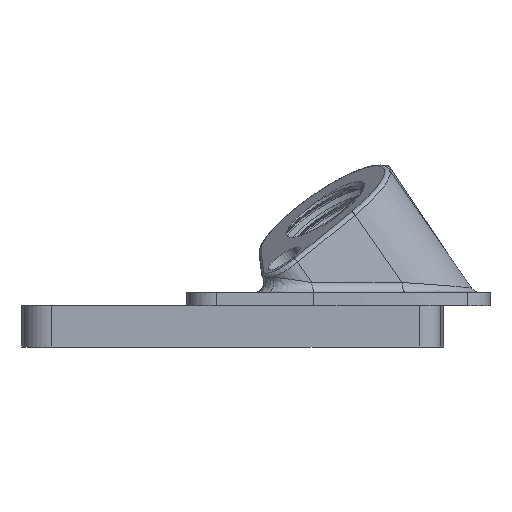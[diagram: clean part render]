
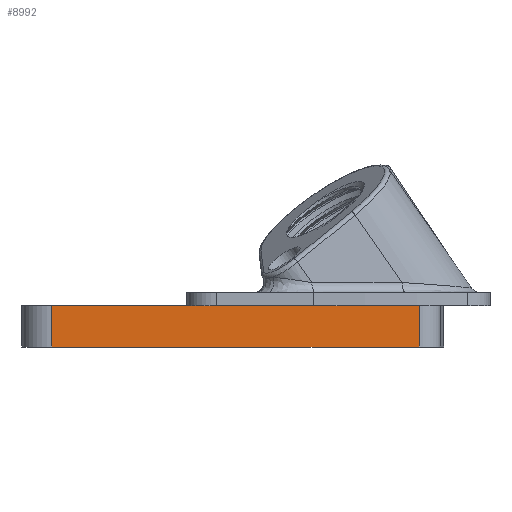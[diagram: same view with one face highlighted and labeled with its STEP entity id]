
A CAD part, left-side view. The second image highlights one B-rep face of the part: STEP entity #8992.
In plain terms, the highlighted planar face has unit normal (-1, 0, 0).
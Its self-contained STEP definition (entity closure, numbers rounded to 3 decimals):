
#3841 = PLANE('',#3842);
#3842 = AXIS2_PLACEMENT_3D('',#3843,#3844,#3845);
#3843 = CARTESIAN_POINT('',(0.,0.,-1.6));
#3844 = DIRECTION('',(0.,0.,1.));
#3845 = DIRECTION('',(1.,0.,0.));
#4304 = VERTEX_POINT('',#4305);
#4305 = CARTESIAN_POINT('',(-72.8,18.4,-1.6));
#4319 = PLANE('',#4320);
#4320 = AXIS2_PLACEMENT_3D('',#4321,#4322,#4323);
#4321 = CARTESIAN_POINT('',(0.,12.8,-1.6));
#4322 = DIRECTION('',(0.,0.,-1.));
#4323 = DIRECTION('',(-1.,0.,0.));
#7007 = EDGE_CURVE('',#4304,#7008,#7010,.T.);
#7008 = VERTEX_POINT('',#7009);
#7009 = CARTESIAN_POINT('',(-72.8,-9.8,-1.6));
#7010 = SURFACE_CURVE('',#7011,(#7015,#7022),.PCURVE_S1.);
#7011 = LINE('',#7012,#7013);
#7012 = CARTESIAN_POINT('',(-72.8,-4.9,-1.6));
#7013 = VECTOR('',#7014,1.);
#7014 = DIRECTION('',(0.,-1.,0.));
#7015 = PCURVE('',#3841,#7016);
#7016 = DEFINITIONAL_REPRESENTATION('',(#7017),#7021);
#7017 = LINE('',#7018,#7019);
#7018 = CARTESIAN_POINT('',(-72.8,-4.9));
#7019 = VECTOR('',#7020,1.);
#7020 = DIRECTION('',(0.,-1.));
#7021 = ( GEOMETRIC_REPRESENTATION_CONTEXT(2) 
PARAMETRIC_REPRESENTATION_CONTEXT() REPRESENTATION_CONTEXT('2D SPACE',''
  ) );
#7022 = PCURVE('',#7023,#7028);
#7023 = PLANE('',#7024);
#7024 = AXIS2_PLACEMENT_3D('',#7025,#7026,#7027);
#7025 = CARTESIAN_POINT('',(-72.8,-9.8,-1.6));
#7026 = DIRECTION('',(-1.,0.,0.));
#7027 = DIRECTION('',(0.,1.,0.));
#7028 = DEFINITIONAL_REPRESENTATION('',(#7029),#7033);
#7029 = LINE('',#7030,#7031);
#7030 = CARTESIAN_POINT('',(4.9,0.));
#7031 = VECTOR('',#7032,1.);
#7032 = DIRECTION('',(-1.,0.));
#7033 = ( GEOMETRIC_REPRESENTATION_CONTEXT(2) 
PARAMETRIC_REPRESENTATION_CONTEXT() REPRESENTATION_CONTEXT('2D SPACE',''
  ) );
#7052 = CYLINDRICAL_SURFACE('',#7053,2.6);
#7053 = AXIS2_PLACEMENT_3D('',#7054,#7055,#7056);
#7054 = CARTESIAN_POINT('',(-70.2,-9.8,-1.6));
#7055 = DIRECTION('',(0.,0.,-1.));
#7056 = DIRECTION('',(0.,-1.,0.));
#7578 = VERTEX_POINT('',#7579);
#7579 = CARTESIAN_POINT('',(-72.8,34.8,-1.6));
#7594 = CYLINDRICAL_SURFACE('',#7595,3.6);
#7595 = AXIS2_PLACEMENT_3D('',#7596,#7597,#7598);
#7596 = CARTESIAN_POINT('',(-69.2,34.8,-1.6));
#7597 = DIRECTION('',(0.,0.,-1.));
#7598 = DIRECTION('',(-1.,0.,0.));
#7606 = EDGE_CURVE('',#4304,#7578,#7607,.T.);
#7607 = SURFACE_CURVE('',#7608,(#7612,#7619),.PCURVE_S1.);
#7608 = LINE('',#7609,#7610);
#7609 = CARTESIAN_POINT('',(-72.8,-9.8,-1.6));
#7610 = VECTOR('',#7611,1.);
#7611 = DIRECTION('',(0.,1.,0.));
#7612 = PCURVE('',#4319,#7613);
#7613 = DEFINITIONAL_REPRESENTATION('',(#7614),#7618);
#7614 = LINE('',#7615,#7616);
#7615 = CARTESIAN_POINT('',(72.8,-22.6));
#7616 = VECTOR('',#7617,1.);
#7617 = DIRECTION('',(0.,1.));
#7618 = ( GEOMETRIC_REPRESENTATION_CONTEXT(2) 
PARAMETRIC_REPRESENTATION_CONTEXT() REPRESENTATION_CONTEXT('2D SPACE',''
  ) );
#7619 = PCURVE('',#7023,#7620);
#7620 = DEFINITIONAL_REPRESENTATION('',(#7621),#7625);
#7621 = LINE('',#7622,#7623);
#7622 = CARTESIAN_POINT('',(0.,0.));
#7623 = VECTOR('',#7624,1.);
#7624 = DIRECTION('',(1.,0.));
#7625 = ( GEOMETRIC_REPRESENTATION_CONTEXT(2) 
PARAMETRIC_REPRESENTATION_CONTEXT() REPRESENTATION_CONTEXT('2D SPACE',''
  ) );
#8992 = ADVANCED_FACE('',(#8993),#7023,.T.);
#8993 = FACE_BOUND('',#8994,.T.);
#8994 = EDGE_LOOP('',(#8995,#8996,#8997,#9020,#9048));
#8995 = ORIENTED_EDGE('',*,*,#7007,.F.);
#8996 = ORIENTED_EDGE('',*,*,#7606,.T.);
#8997 = ORIENTED_EDGE('',*,*,#8998,.T.);
#8998 = EDGE_CURVE('',#7578,#8999,#9001,.T.);
#8999 = VERTEX_POINT('',#9000);
#9000 = CARTESIAN_POINT('',(-72.8,34.8,-6.6));
#9001 = SURFACE_CURVE('',#9002,(#9006,#9013),.PCURVE_S1.);
#9002 = LINE('',#9003,#9004);
#9003 = CARTESIAN_POINT('',(-72.8,34.8,-1.6));
#9004 = VECTOR('',#9005,1.);
#9005 = DIRECTION('',(0.,0.,-1.));
#9006 = PCURVE('',#7023,#9007);
#9007 = DEFINITIONAL_REPRESENTATION('',(#9008),#9012);
#9008 = LINE('',#9009,#9010);
#9009 = CARTESIAN_POINT('',(44.6,0.));
#9010 = VECTOR('',#9011,1.);
#9011 = DIRECTION('',(0.,1.));
#9012 = ( GEOMETRIC_REPRESENTATION_CONTEXT(2) 
PARAMETRIC_REPRESENTATION_CONTEXT() REPRESENTATION_CONTEXT('2D SPACE',''
  ) );
#9013 = PCURVE('',#7594,#9014);
#9014 = DEFINITIONAL_REPRESENTATION('',(#9015),#9019);
#9015 = LINE('',#9016,#9017);
#9016 = CARTESIAN_POINT('',(0.,0.));
#9017 = VECTOR('',#9018,1.);
#9018 = DIRECTION('',(0.,1.));
#9019 = ( GEOMETRIC_REPRESENTATION_CONTEXT(2) 
PARAMETRIC_REPRESENTATION_CONTEXT() REPRESENTATION_CONTEXT('2D SPACE',''
  ) );
#9020 = ORIENTED_EDGE('',*,*,#9021,.F.);
#9021 = EDGE_CURVE('',#9022,#8999,#9024,.T.);
#9022 = VERTEX_POINT('',#9023);
#9023 = CARTESIAN_POINT('',(-72.8,-9.8,-6.6));
#9024 = SURFACE_CURVE('',#9025,(#9029,#9036),.PCURVE_S1.);
#9025 = LINE('',#9026,#9027);
#9026 = CARTESIAN_POINT('',(-72.8,-9.8,-6.6));
#9027 = VECTOR('',#9028,1.);
#9028 = DIRECTION('',(0.,1.,0.));
#9029 = PCURVE('',#7023,#9030);
#9030 = DEFINITIONAL_REPRESENTATION('',(#9031),#9035);
#9031 = LINE('',#9032,#9033);
#9032 = CARTESIAN_POINT('',(0.,5.));
#9033 = VECTOR('',#9034,1.);
#9034 = DIRECTION('',(1.,0.));
#9035 = ( GEOMETRIC_REPRESENTATION_CONTEXT(2) 
PARAMETRIC_REPRESENTATION_CONTEXT() REPRESENTATION_CONTEXT('2D SPACE',''
  ) );
#9036 = PCURVE('',#9037,#9042);
#9037 = PLANE('',#9038);
#9038 = AXIS2_PLACEMENT_3D('',#9039,#9040,#9041);
#9039 = CARTESIAN_POINT('',(0.,12.8,-6.6));
#9040 = DIRECTION('',(0.,0.,-1.));
#9041 = DIRECTION('',(-1.,0.,0.));
#9042 = DEFINITIONAL_REPRESENTATION('',(#9043),#9047);
#9043 = LINE('',#9044,#9045);
#9044 = CARTESIAN_POINT('',(72.8,-22.6));
#9045 = VECTOR('',#9046,1.);
#9046 = DIRECTION('',(0.,1.));
#9047 = ( GEOMETRIC_REPRESENTATION_CONTEXT(2) 
PARAMETRIC_REPRESENTATION_CONTEXT() REPRESENTATION_CONTEXT('2D SPACE',''
  ) );
#9048 = ORIENTED_EDGE('',*,*,#9049,.F.);
#9049 = EDGE_CURVE('',#7008,#9022,#9050,.T.);
#9050 = SURFACE_CURVE('',#9051,(#9055,#9062),.PCURVE_S1.);
#9051 = LINE('',#9052,#9053);
#9052 = CARTESIAN_POINT('',(-72.8,-9.8,-1.6));
#9053 = VECTOR('',#9054,1.);
#9054 = DIRECTION('',(0.,0.,-1.));
#9055 = PCURVE('',#7023,#9056);
#9056 = DEFINITIONAL_REPRESENTATION('',(#9057),#9061);
#9057 = LINE('',#9058,#9059);
#9058 = CARTESIAN_POINT('',(0.,0.));
#9059 = VECTOR('',#9060,1.);
#9060 = DIRECTION('',(0.,1.));
#9061 = ( GEOMETRIC_REPRESENTATION_CONTEXT(2) 
PARAMETRIC_REPRESENTATION_CONTEXT() REPRESENTATION_CONTEXT('2D SPACE',''
  ) );
#9062 = PCURVE('',#7052,#9063);
#9063 = DEFINITIONAL_REPRESENTATION('',(#9064),#9068);
#9064 = LINE('',#9065,#9066);
#9065 = CARTESIAN_POINT('',(1.571,0.));
#9066 = VECTOR('',#9067,1.);
#9067 = DIRECTION('',(0.,1.));
#9068 = ( GEOMETRIC_REPRESENTATION_CONTEXT(2) 
PARAMETRIC_REPRESENTATION_CONTEXT() REPRESENTATION_CONTEXT('2D SPACE',''
  ) );
